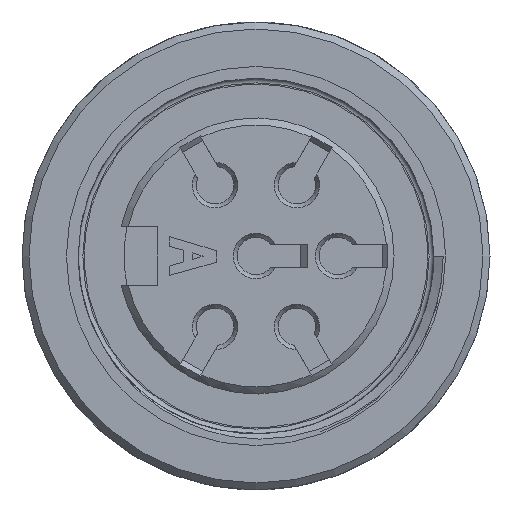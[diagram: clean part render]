
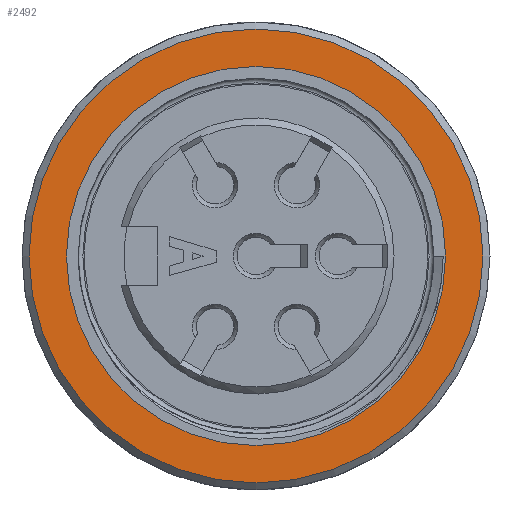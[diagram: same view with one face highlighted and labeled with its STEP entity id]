
A CAD part, front view. The second image highlights one B-rep face of the part: STEP entity #2492.
In plain terms, the highlighted planar face has unit normal (0, -1, 0).
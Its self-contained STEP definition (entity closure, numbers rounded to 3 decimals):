
#1541=FACE_BOUND('',#3628,.T.);
#1542=FACE_BOUND('',#3629,.T.);
#1685=PLANE('',#11124);
#2492=ADVANCED_FACE('',(#1541,#1542),#1685,.F.);
#3628=EDGE_LOOP('',(#5223));
#3629=EDGE_LOOP('',(#5224));
#4141=CIRCLE('',#11121,8.1);
#4142=CIRCLE('',#11123,9.7);
#5223=ORIENTED_EDGE('',*,*,#8722,.F.);
#5224=ORIENTED_EDGE('',*,*,#8723,.T.);
#7644=VERTEX_POINT('',#19292);
#7645=VERTEX_POINT('',#19295);
#8722=EDGE_CURVE('',#7644,#7644,#4141,.T.);
#8723=EDGE_CURVE('',#7645,#7645,#4142,.T.);
#11121=AXIS2_PLACEMENT_3D('',#19291,#12059,#12060);
#11123=AXIS2_PLACEMENT_3D('',#19294,#12063,#12064);
#11124=AXIS2_PLACEMENT_3D('',#19296,#12065,#12066);
#12059=DIRECTION('',(0.,-1.,0.));
#12060=DIRECTION('',(1.,0.,0.));
#12063=DIRECTION('',(0.,-1.,0.));
#12064=DIRECTION('',(1.,0.,0.));
#12065=DIRECTION('',(0.,1.,0.));
#12066=DIRECTION('',(-1.,0.,0.));
#19291=CARTESIAN_POINT('',(0.596,-24.756,0.));
#19292=CARTESIAN_POINT('',(8.696,-24.756,0.));
#19294=CARTESIAN_POINT('',(0.596,-24.756,0.));
#19295=CARTESIAN_POINT('',(10.296,-24.756,0.));
#19296=CARTESIAN_POINT('',(10.296,-24.756,0.));
